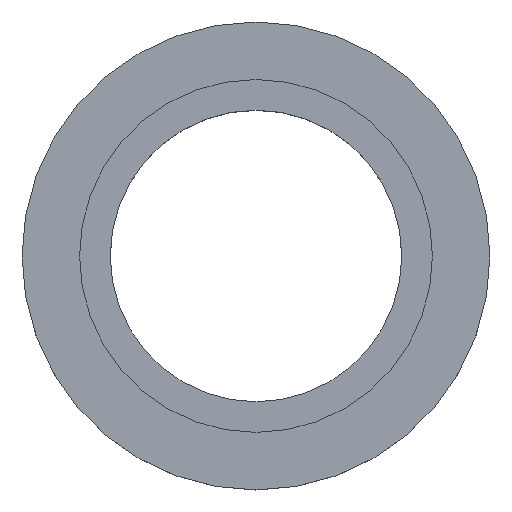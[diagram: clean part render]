
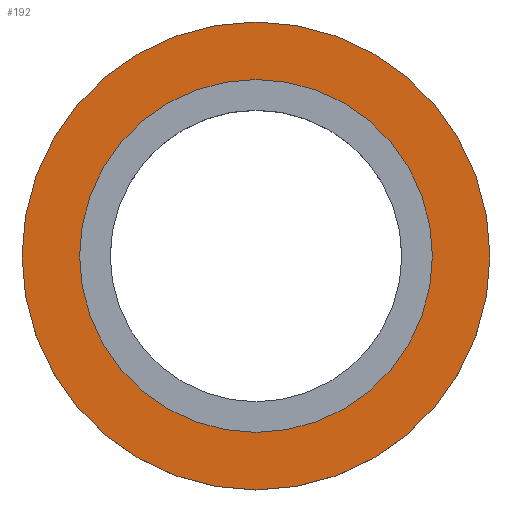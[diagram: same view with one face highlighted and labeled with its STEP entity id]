
A CAD part, top view. The second image highlights one B-rep face of the part: STEP entity #192.
In plain terms, the highlighted planar face has unit normal (0, 0, 1).
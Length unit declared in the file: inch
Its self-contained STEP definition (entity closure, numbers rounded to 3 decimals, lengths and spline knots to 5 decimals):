
#5 = PLANE ( 'NONE',  #313 ) ;
#21 = CIRCLE ( 'NONE', #335, 15.25 ) ;
#30 = VERTEX_POINT ( 'NONE', #142 ) ;
#49 = DIRECTION ( 'NONE',  ( 0., 0., -1. ) ) ;
#50 = EDGE_CURVE ( 'NONE', #505, #467, #21, .T. ) ;
#82 = EDGE_LOOP ( 'NONE', ( #324, #344 ) ) ;
#100 = CARTESIAN_POINT ( 'NONE',  ( 11.5, 0., -0.0625 ) ) ;
#109 = DIRECTION ( 'NONE',  ( 0., 0., 1. ) ) ;
#113 = ORIENTED_EDGE ( 'NONE', *, *, #550, .F. ) ;
#119 = DIRECTION ( 'NONE',  ( 1., 0., 0. ) ) ;
#140 = CIRCLE ( 'NONE', #409, 15.25 ) ;
#141 = CARTESIAN_POINT ( 'NONE',  ( -15.25, 0., -0.0625 ) ) ;
#142 = CARTESIAN_POINT ( 'NONE',  ( -11.5, 0., -0.0625 ) ) ;
#151 = CARTESIAN_POINT ( 'NONE',  ( 0., 0., -0.0625 ) ) ;
#177 = FACE_BOUND ( 'NONE', #385, .T. ) ;
#192 = ADVANCED_FACE ( 'NONE', ( #177, #251 ), #5, .F. ) ;
#193 = ORIENTED_EDGE ( 'NONE', *, *, #532, .F. ) ;
#202 = CARTESIAN_POINT ( 'NONE',  ( 0., 0., -0.0625 ) ) ;
#204 = CIRCLE ( 'NONE', #288, 11.5 ) ;
#227 = CARTESIAN_POINT ( 'NONE',  ( 0., 0., -0.0625 ) ) ;
#251 = FACE_OUTER_BOUND ( 'NONE', #82, .T. ) ;
#268 = DIRECTION ( 'NONE',  ( 1., 0., 0. ) ) ;
#281 = DIRECTION ( 'NONE',  ( 0., 0., 1. ) ) ;
#288 = AXIS2_PLACEMENT_3D ( 'NONE', #423, #281, #119 ) ;
#313 = AXIS2_PLACEMENT_3D ( 'NONE', #536, #49, #400 ) ;
#324 = ORIENTED_EDGE ( 'NONE', *, *, #50, .T. ) ;
#335 = AXIS2_PLACEMENT_3D ( 'NONE', #151, #109, #376 ) ;
#344 = ORIENTED_EDGE ( 'NONE', *, *, #397, .T. ) ;
#348 = AXIS2_PLACEMENT_3D ( 'NONE', #202, #564, #555 ) ;
#361 = CARTESIAN_POINT ( 'NONE',  ( 15.25, 0., -0.0625 ) ) ;
#376 = DIRECTION ( 'NONE',  ( 1., 0., 0. ) ) ;
#385 = EDGE_LOOP ( 'NONE', ( #193, #113 ) ) ;
#397 = EDGE_CURVE ( 'NONE', #467, #505, #140, .T. ) ;
#400 = DIRECTION ( 'NONE',  ( -1., 0., 0. ) ) ;
#409 = AXIS2_PLACEMENT_3D ( 'NONE', #227, #411, #268 ) ;
#411 = DIRECTION ( 'NONE',  ( 0., 0., 1. ) ) ;
#423 = CARTESIAN_POINT ( 'NONE',  ( 0., 0., -0.0625 ) ) ;
#426 = VERTEX_POINT ( 'NONE', #100 ) ;
#467 = VERTEX_POINT ( 'NONE', #141 ) ;
#504 = CIRCLE ( 'NONE', #348, 11.5 ) ;
#505 = VERTEX_POINT ( 'NONE', #361 ) ;
#532 = EDGE_CURVE ( 'NONE', #426, #30, #204, .T. ) ;
#536 = CARTESIAN_POINT ( 'NONE',  ( 0., 11.5, -0.0625 ) ) ;
#550 = EDGE_CURVE ( 'NONE', #30, #426, #504, .T. ) ;
#555 = DIRECTION ( 'NONE',  ( 1., 0., 0. ) ) ;
#564 = DIRECTION ( 'NONE',  ( 0., 0., 1. ) ) ;
